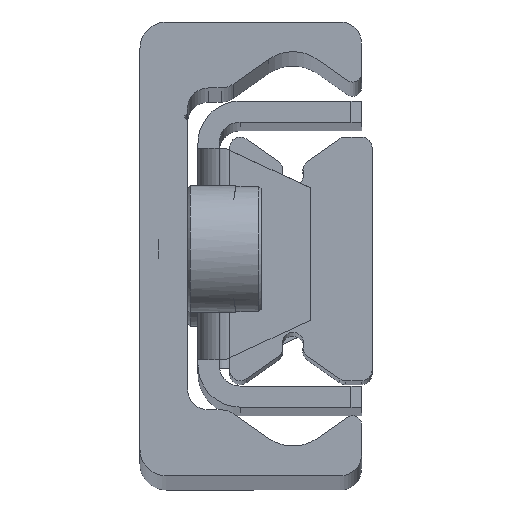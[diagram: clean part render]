
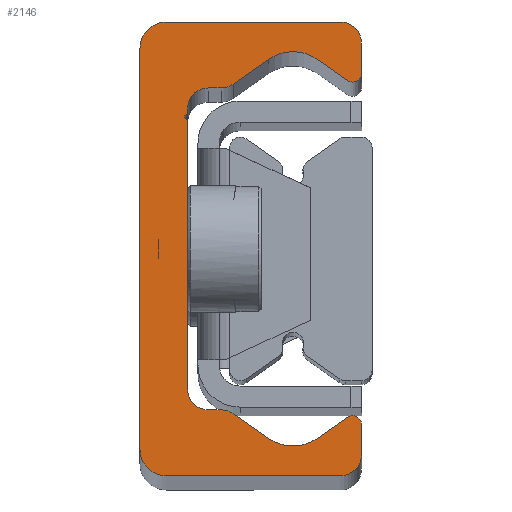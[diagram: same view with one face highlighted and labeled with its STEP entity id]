
A CAD part, top view. The second image highlights one B-rep face of the part: STEP entity #2146.
In plain terms, the highlighted planar face has unit normal (0, 0, 1).
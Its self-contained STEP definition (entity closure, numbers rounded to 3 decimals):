
#1110=CARTESIAN_POINT('',(2.499,-21.5,770.0));
#1111=VERTEX_POINT('',#1110);
#1112=CARTESIAN_POINT('',(-0.001,-19.0,770.0));
#1113=VERTEX_POINT('',#1112);
#1114=CARTESIAN_POINT('',(2.499,-19.0,770.0));
#1115=DIRECTION('',(0.0,0.0,-1.0));
#1116=DIRECTION('',(-1.0,0.0,0.0));
#1117=AXIS2_PLACEMENT_3D('',#1114,#1115,#1116);
#1118=CIRCLE('',#1117,2.5);
#1119=EDGE_CURVE('',#1111,#1113,#1118,.T.);
#1152=CARTESIAN_POINT('',(-0.001,19.0,770.0));
#1153=VERTEX_POINT('',#1152);
#1154=CARTESIAN_POINT('',(-0.001,-19.0,770.0));
#1155=DIRECTION('',(0.0,1.0,0.0));
#1156=VECTOR('',#1155,38.0);
#1157=LINE('',#1154,#1156);
#1158=EDGE_CURVE('',#1113,#1153,#1157,.T.);
#1219=CARTESIAN_POINT('',(2.499,21.5,770.0));
#1220=VERTEX_POINT('',#1219);
#1221=CARTESIAN_POINT('',(2.499,19.0,770.0));
#1222=DIRECTION('',(0.0,0.0,-1.0));
#1223=DIRECTION('',(0.0,1.0,0.0));
#1224=AXIS2_PLACEMENT_3D('',#1221,#1222,#1223);
#1225=CIRCLE('',#1224,2.5);
#1226=EDGE_CURVE('',#1153,#1220,#1225,.T.);
#1252=CARTESIAN_POINT('',(18.999,21.5,770.0));
#1253=VERTEX_POINT('',#1252);
#1254=CARTESIAN_POINT('',(2.499,21.5,770.0));
#1255=DIRECTION('',(1.0,0.0,0.0));
#1256=VECTOR('',#1255,16.5);
#1257=LINE('',#1254,#1256);
#1258=EDGE_CURVE('',#1220,#1253,#1257,.T.);
#1283=CARTESIAN_POINT('',(20.999,19.5,770.0));
#1284=VERTEX_POINT('',#1283);
#1285=CARTESIAN_POINT('',(18.999,19.5,770.0));
#1286=DIRECTION('',(0.0,0.0,-1.0));
#1287=DIRECTION('',(1.0,0.0,0.0));
#1288=AXIS2_PLACEMENT_3D('',#1285,#1286,#1287);
#1289=CIRCLE('',#1288,2.);
#1290=EDGE_CURVE('',#1253,#1284,#1289,.T.);
#1316=CARTESIAN_POINT('',(20.999,16.65,770.0));
#1317=VERTEX_POINT('',#1316);
#1318=CARTESIAN_POINT('',(20.999,19.5,770.0));
#1319=DIRECTION('',(0.0,-1.0,0.0));
#1320=VECTOR('',#1319,2.85);
#1321=LINE('',#1318,#1320);
#1322=EDGE_CURVE('',#1284,#1317,#1321,.T.);
#1347=CARTESIAN_POINT('',(19.662,15.953,770.0));
#1348=VERTEX_POINT('',#1347);
#1349=CARTESIAN_POINT('',(20.149,16.65,770.0));
#1350=DIRECTION('',(0.0,0.0,-1.));
#1351=DIRECTION('',(-0.574,-0.819,0.0));
#1352=AXIS2_PLACEMENT_3D('',#1349,#1350,#1351);
#1353=CIRCLE('',#1352,0.85);
#1354=EDGE_CURVE('',#1317,#1348,#1353,.T.);
#1380=CARTESIAN_POINT('',(16.794,17.962,770.0));
#1381=VERTEX_POINT('',#1380);
#1382=CARTESIAN_POINT('',(19.662,15.953,770.0));
#1383=DIRECTION('',(-0.819,0.574,0.0));
#1384=VECTOR('',#1383,3.501);
#1385=LINE('',#1382,#1384);
#1386=EDGE_CURVE('',#1348,#1381,#1385,.T.);
#1411=CARTESIAN_POINT('',(12.205,17.962,770.0));
#1412=VERTEX_POINT('',#1411);
#1413=CARTESIAN_POINT('',(14.499,14.685,770.0));
#1414=DIRECTION('',(0.0,0.0,1.0));
#1415=DIRECTION('',(-0.574,-0.819,0.0));
#1416=AXIS2_PLACEMENT_3D('',#1413,#1414,#1415);
#1417=CIRCLE('',#1416,4.0);
#1418=EDGE_CURVE('',#1381,#1412,#1417,.T.);
#1444=CARTESIAN_POINT('',(8.849,15.612,770.0));
#1445=VERTEX_POINT('',#1444);
#1446=CARTESIAN_POINT('',(12.205,17.962,770.0));
#1447=DIRECTION('',(-0.819,-0.574,0.0));
#1448=VECTOR('',#1447,4.097);
#1449=LINE('',#1446,#1448);
#1450=EDGE_CURVE('',#1412,#1445,#1449,.T.);
#1475=CARTESIAN_POINT('',(7.702,15.25,770.0));
#1476=VERTEX_POINT('',#1475);
#1477=CARTESIAN_POINT('',(7.702,17.25,770.0));
#1478=DIRECTION('',(0.0,0.0,-1.0));
#1479=DIRECTION('',(0.0,-1.0,0.0));
#1480=AXIS2_PLACEMENT_3D('',#1477,#1478,#1479);
#1481=CIRCLE('',#1480,2.0);
#1482=EDGE_CURVE('',#1445,#1476,#1481,.T.);
#1508=CARTESIAN_POINT('',(6.499,15.25,770.0));
#1509=VERTEX_POINT('',#1508);
#1510=CARTESIAN_POINT('',(7.702,15.25,770.0));
#1511=DIRECTION('',(-1.0,0.0,0.0));
#1512=VECTOR('',#1511,1.203);
#1513=LINE('',#1510,#1512);
#1514=EDGE_CURVE('',#1476,#1509,#1513,.T.);
#1539=CARTESIAN_POINT('',(4.499,13.25,770.0));
#1540=VERTEX_POINT('',#1539);
#1541=CARTESIAN_POINT('',(6.499,13.25,770.0));
#1542=DIRECTION('',(0.0,0.0,1.0));
#1543=DIRECTION('',(0.0,-1.0,0.0));
#1544=AXIS2_PLACEMENT_3D('',#1541,#1542,#1543);
#1545=CIRCLE('',#1544,2.0);
#1546=EDGE_CURVE('',#1509,#1540,#1545,.T.);
#1572=CARTESIAN_POINT('',(4.499,12.861,770.0));
#1573=VERTEX_POINT('',#1572);
#1574=CARTESIAN_POINT('',(4.499,13.25,770.0));
#1575=DIRECTION('',(0.0,-1.0,0.0));
#1576=VECTOR('',#1575,0.389);
#1577=LINE('',#1574,#1576);
#1578=EDGE_CURVE('',#1540,#1573,#1577,.T.);
#1603=CARTESIAN_POINT('',(4.411,12.734,770.0));
#1604=VERTEX_POINT('',#1603);
#1605=CARTESIAN_POINT('',(4.363,12.861,770.0));
#1606=DIRECTION('',(0.0,0.0,-1.0));
#1607=DIRECTION('',(0.353,-0.936,0.0));
#1608=AXIS2_PLACEMENT_3D('',#1605,#1606,#1607);
#1609=CIRCLE('',#1608,0.136);
#1610=EDGE_CURVE('',#1573,#1604,#1609,.T.);
#1636=CARTESIAN_POINT('',(4.422,12.262,770.0));
#1637=VERTEX_POINT('',#1636);
#1638=CARTESIAN_POINT('',(4.499,12.5,770.0));
#1639=DIRECTION('',(0.0,0.0,1.0));
#1640=DIRECTION('',(0.353,-0.936,0.0));
#1641=AXIS2_PLACEMENT_3D('',#1638,#1639,#1640);
#1642=CIRCLE('',#1641,0.25);
#1643=EDGE_CURVE('',#1604,#1637,#1642,.T.);
#1669=CARTESIAN_POINT('',(4.499,12.156,770.0));
#1670=VERTEX_POINT('',#1669);
#1671=CARTESIAN_POINT('',(4.387,12.156,770.0));
#1672=DIRECTION('',(0.0,0.0,-1.0));
#1673=DIRECTION('',(1.0,0.0,0.0));
#1674=AXIS2_PLACEMENT_3D('',#1671,#1672,#1673);
#1675=CIRCLE('',#1674,0.112);
#1676=EDGE_CURVE('',#1637,#1670,#1675,.T.);
#1702=CARTESIAN_POINT('',(4.499,-13.25,770.0));
#1703=VERTEX_POINT('',#1702);
#1704=CARTESIAN_POINT('',(4.499,12.156,770.0));
#1705=DIRECTION('',(0.0,-1.0,0.0));
#1706=VECTOR('',#1705,25.406);
#1707=LINE('',#1704,#1706);
#1708=EDGE_CURVE('',#1670,#1703,#1707,.T.);
#1769=CARTESIAN_POINT('',(6.499,-15.25,770.0));
#1770=VERTEX_POINT('',#1769);
#1771=CARTESIAN_POINT('',(6.499,-13.25,770.0));
#1772=DIRECTION('',(0.0,0.0,1.0));
#1773=DIRECTION('',(1.0,0.0,0.0));
#1774=AXIS2_PLACEMENT_3D('',#1771,#1772,#1773);
#1775=CIRCLE('',#1774,2.0);
#1776=EDGE_CURVE('',#1703,#1770,#1775,.T.);
#1802=CARTESIAN_POINT('',(7.702,-15.25,770.0));
#1803=VERTEX_POINT('',#1802);
#1804=CARTESIAN_POINT('',(6.499,-15.25,770.0));
#1805=DIRECTION('',(1.0,0.0,0.0));
#1806=VECTOR('',#1805,1.203);
#1807=LINE('',#1804,#1806);
#1808=EDGE_CURVE('',#1770,#1803,#1807,.T.);
#1833=CARTESIAN_POINT('',(8.849,-15.612,770.0));
#1834=VERTEX_POINT('',#1833);
#1835=CARTESIAN_POINT('',(7.702,-17.25,770.0));
#1836=DIRECTION('',(0.0,0.0,-1.));
#1837=DIRECTION('',(0.574,0.819,0.0));
#1838=AXIS2_PLACEMENT_3D('',#1835,#1836,#1837);
#1839=CIRCLE('',#1838,2.0);
#1840=EDGE_CURVE('',#1803,#1834,#1839,.T.);
#1866=CARTESIAN_POINT('',(12.205,-17.962,770.0));
#1867=VERTEX_POINT('',#1866);
#1868=CARTESIAN_POINT('',(8.849,-15.612,770.0));
#1869=DIRECTION('',(0.819,-0.574,0.0));
#1870=VECTOR('',#1869,4.097);
#1871=LINE('',#1868,#1870);
#1872=EDGE_CURVE('',#1834,#1867,#1871,.T.);
#1897=CARTESIAN_POINT('',(16.794,-17.962,770.0));
#1898=VERTEX_POINT('',#1897);
#1899=CARTESIAN_POINT('',(14.499,-14.685,770.0));
#1900=DIRECTION('',(0.0,0.0,1.0));
#1901=DIRECTION('',(0.574,0.819,0.0));
#1902=AXIS2_PLACEMENT_3D('',#1899,#1900,#1901);
#1903=CIRCLE('',#1902,4.0);
#1904=EDGE_CURVE('',#1867,#1898,#1903,.T.);
#1930=CARTESIAN_POINT('',(19.662,-15.953,770.0));
#1931=VERTEX_POINT('',#1930);
#1932=CARTESIAN_POINT('',(16.794,-17.962,770.0));
#1933=DIRECTION('',(0.819,0.574,0.0));
#1934=VECTOR('',#1933,3.501);
#1935=LINE('',#1932,#1934);
#1936=EDGE_CURVE('',#1898,#1931,#1935,.T.);
#1961=CARTESIAN_POINT('',(20.999,-16.65,770.0));
#1962=VERTEX_POINT('',#1961);
#1963=CARTESIAN_POINT('',(20.149,-16.65,770.0));
#1964=DIRECTION('',(0.0,0.0,-1.0));
#1965=DIRECTION('',(1.0,0.0,0.0));
#1966=AXIS2_PLACEMENT_3D('',#1963,#1964,#1965);
#1967=CIRCLE('',#1966,0.85);
#1968=EDGE_CURVE('',#1931,#1962,#1967,.T.);
#1994=CARTESIAN_POINT('',(20.999,-19.5,770.0));
#1995=VERTEX_POINT('',#1994);
#1996=CARTESIAN_POINT('',(20.999,-16.65,770.0));
#1997=DIRECTION('',(0.0,-1.0,0.0));
#1998=VECTOR('',#1997,2.85);
#1999=LINE('',#1996,#1998);
#2000=EDGE_CURVE('',#1962,#1995,#1999,.T.);
#2025=CARTESIAN_POINT('',(18.999,-21.5,770.0));
#2026=VERTEX_POINT('',#2025);
#2027=CARTESIAN_POINT('',(18.999,-19.5,770.0));
#2028=DIRECTION('',(0.0,0.0,-1.0));
#2029=DIRECTION('',(0.0,-1.0,0.0));
#2030=AXIS2_PLACEMENT_3D('',#2027,#2028,#2029);
#2031=CIRCLE('',#2030,2.);
#2032=EDGE_CURVE('',#1995,#2026,#2031,.T.);
#2058=CARTESIAN_POINT('',(18.999,-21.5,770.0));
#2059=DIRECTION('',(-1.0,0.0,0.0));
#2060=VECTOR('',#2059,16.5);
#2061=LINE('',#2058,#2060);
#2062=EDGE_CURVE('',#2026,#1111,#2061,.T.);
#2111=CARTESIAN_POINT('',(7.822,0.017,770.0));
#2112=DIRECTION('',(0.0,0.0,1.0));
#2113=DIRECTION('',(1.0,0.0,0.0));
#2114=AXIS2_PLACEMENT_3D('',#2111,#2112,#2113);
#2115=PLANE('',#2114);
#2116=ORIENTED_EDGE('',*,*,#1119,.F.);
#2117=ORIENTED_EDGE('',*,*,#2062,.F.);
#2118=ORIENTED_EDGE('',*,*,#2032,.F.);
#2119=ORIENTED_EDGE('',*,*,#2000,.F.);
#2120=ORIENTED_EDGE('',*,*,#1968,.F.);
#2121=ORIENTED_EDGE('',*,*,#1936,.F.);
#2122=ORIENTED_EDGE('',*,*,#1904,.F.);
#2123=ORIENTED_EDGE('',*,*,#1872,.F.);
#2124=ORIENTED_EDGE('',*,*,#1840,.F.);
#2125=ORIENTED_EDGE('',*,*,#1808,.F.);
#2126=ORIENTED_EDGE('',*,*,#1776,.F.);
#2127=ORIENTED_EDGE('',*,*,#1708,.F.);
#2128=ORIENTED_EDGE('',*,*,#1676,.F.);
#2129=ORIENTED_EDGE('',*,*,#1643,.F.);
#2130=ORIENTED_EDGE('',*,*,#1610,.F.);
#2131=ORIENTED_EDGE('',*,*,#1578,.F.);
#2132=ORIENTED_EDGE('',*,*,#1546,.F.);
#2133=ORIENTED_EDGE('',*,*,#1514,.F.);
#2134=ORIENTED_EDGE('',*,*,#1482,.F.);
#2135=ORIENTED_EDGE('',*,*,#1450,.F.);
#2136=ORIENTED_EDGE('',*,*,#1418,.F.);
#2137=ORIENTED_EDGE('',*,*,#1386,.F.);
#2138=ORIENTED_EDGE('',*,*,#1354,.F.);
#2139=ORIENTED_EDGE('',*,*,#1322,.F.);
#2140=ORIENTED_EDGE('',*,*,#1290,.F.);
#2141=ORIENTED_EDGE('',*,*,#1258,.F.);
#2142=ORIENTED_EDGE('',*,*,#1226,.F.);
#2143=ORIENTED_EDGE('',*,*,#1158,.F.);
#2144=EDGE_LOOP('',(#2116,#2117,#2118,#2119,#2120,#2121,#2122,#2123,#2124,#2125,#2126,#2127,#2128,#2129,#2130,#2131,#2132,#2133,#2134,#2135,#2136,#2137,#2138,#2139,#2140,#2141,#2142,#2143));
#2145=FACE_OUTER_BOUND('',#2144,.T.);
#2146=ADVANCED_FACE('',(#2145),#2115,.T.);
